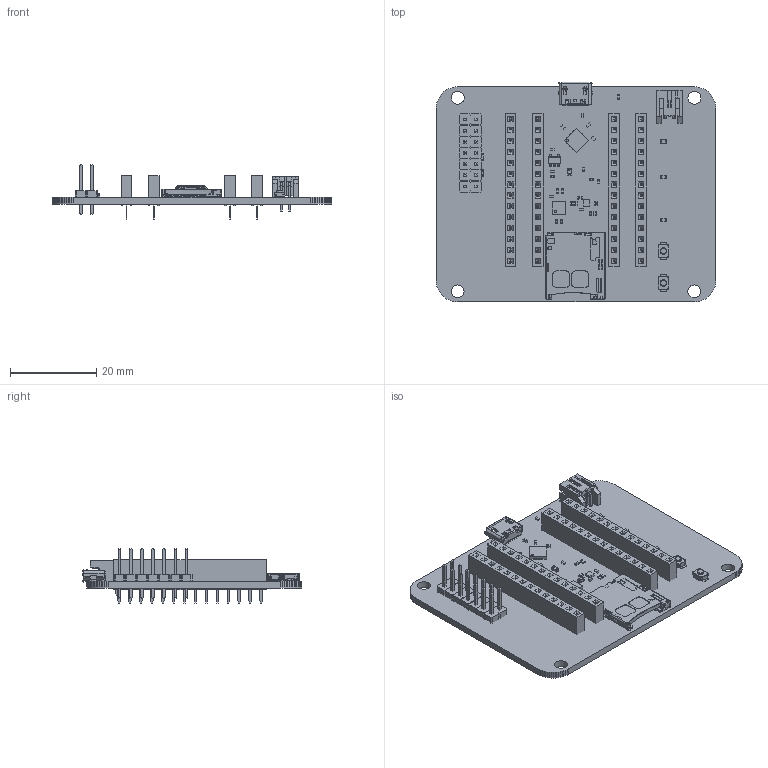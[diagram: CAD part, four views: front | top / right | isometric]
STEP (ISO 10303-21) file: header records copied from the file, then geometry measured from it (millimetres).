
FILE_DESCRIPTION(('FreeCAD Model'),'2;1');
FILE_NAME('Ex_3D_New.step', '2019-04-17T18:00:58',('Author'),(''), 'Open CASCADE STEP processor 7.2','FreeCAD','Unknown');
FILE_SCHEMA(('AUTOMOTIVE_DESIGN { 1 0 10303 214 1 1 1 1 }'));
Length unit declared in the file: millimetre
Products named in the file (52): Pcb; C56_C_0603_1608Metric_5CA749A1; C59_C_0402_1005Metric_5CA7491B; C60_C_0603_1608Metric_5CA748ED; C61_C_0402_1005Metric_5CA748C1; C62_C_0402_1005Metric_5CA74897; C63_C_0402_1005Metric_5C6CD19C; C64_C_0402_1005Metric_5CA74843; C65_C_0402_1005Metric_5CA74819; C66_C_0402_1005Metric_5CA747EF; C67_C_0402_1005Metric_5CA747C5; C68_C_0402_1005Metric_5CA7479B; D6_D_0603_5CA746C1; D7_LED_0603_1608Metric_5CB84380; D13_LED_0603_1608Metric_5CA74607; J2_JST_S2B_PH_K_5C6C5944; J3_USB_Micro-B_Molex_47346-0001_5CA74455; JP2_PinHeader_1x02_P254mm_Vertical_5CA75A56; JP3_PinHeader_1x02_P254mm_Vertical_5CA75A17; L17_L_0402_1005Metric_5CA750D1; R18_R_0402_1005Metric_5CA75371; R19_R_0402_1005Metric_5C4E0B28; R20_R_0402_1005Metric_5CA73C07; R21_R_0402_1005Metric_5CA740B7; R22_R_0402_1005Metric_5CA75D43; R23_R_0402_1005Metric_5CA75D19; R24_R_0402_1005Metric_5CA75CEF; R25_R_0402_1005Metric_5CA75CC5; R26_R_0402_1005Metric_5CA75C9B; R27_R_0402_1005Metric_5CA75C71; R28_R_0402_1005Metric_5CA75C47; R29_R_0402_1005Metric_5C6D066A; R32_R_0402_1005Metric_5CA74FBD; R33_R_0402_1005Metric_5CA74F93; U7_VSON_10_1EP_3x3mm_Pitch05mm_ThermalPad_5CA73DCB; U8_Cube_5CA73D72; U9_SOT_23_5_5CA73D36; U10_QFN-20-1EP_4x4mm_Pitch0.5mm_5CA73CBE; SW1_SW_SPST_B3U-1000P_5C8E68C7; D12_D_0603_5C70FCE2 ...
Bounding box: 65 x 51.12 x 12.64 mm (x, y, z)
Volume: 8199.5 mm3; surface area: 13334.8 mm2
Topology: 52 solids, 57 shells, 5616 faces, 14948 edges, 9622 vertices
Faces by surface type: plane 4454, cylinder 1019, cone 42, sphere 38, torus 34, bspline 29
Full cylindrical faces by diameter (mm): 0.2 x4, 0.3 x5, 0.5 x1, 0.6 x1, 0.75 x2, 1 x70, 1.5 x2, 3 x4
Entity records: 211333 total; most frequent: CARTESIAN_POINT 31315, ORIENTED_EDGE 29820, DIRECTION 28121, EDGE_CURVE 14910, LINE 12687, VECTOR 12687, VERTEX_POINT 9622, AXIS2_PLACEMENT_3D 7717
